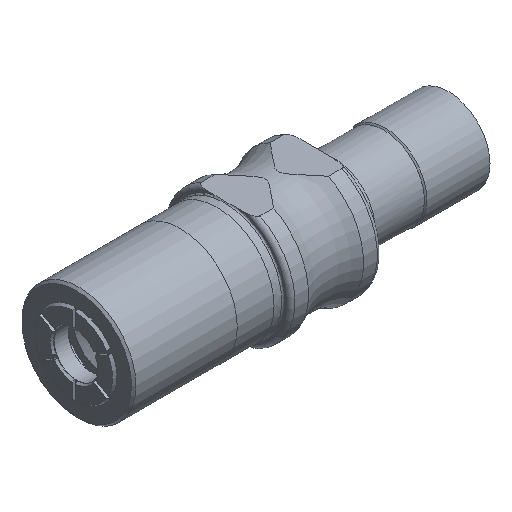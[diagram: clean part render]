
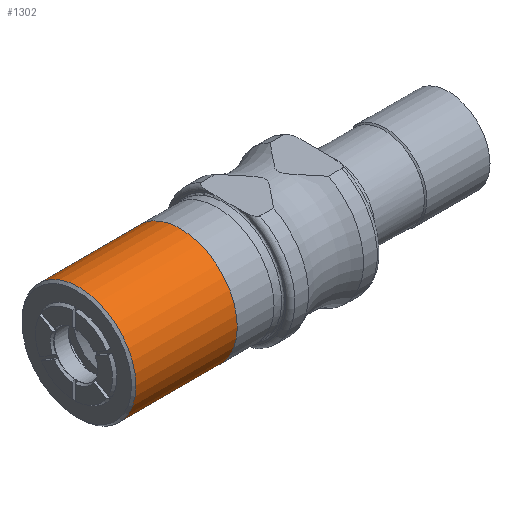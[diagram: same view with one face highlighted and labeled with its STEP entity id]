
A CAD part, isometric view. The second image highlights one B-rep face of the part: STEP entity #1302.
In plain terms, the highlighted cylindrical face has radius 19.685 mm (diameter 39.37 mm), a full revolution.
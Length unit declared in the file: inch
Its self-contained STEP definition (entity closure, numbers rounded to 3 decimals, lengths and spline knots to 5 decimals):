
#289=FACE_BOUND('',#474,.T.);
#310=CYLINDRICAL_SURFACE('',#1451,0.775);
#377=FACE_OUTER_BOUND('',#473,.T.);
#473=EDGE_LOOP('',(#1138));
#474=EDGE_LOOP('',(#1139));
#551=CIRCLE('',#1452,0.775);
#552=CIRCLE('',#1453,0.775);
#669=VERTEX_POINT('',#2442);
#670=VERTEX_POINT('',#2444);
#833=EDGE_CURVE('',#669,#669,#551,.T.);
#834=EDGE_CURVE('',#670,#670,#552,.T.);
#1138=ORIENTED_EDGE('',*,*,#833,.F.);
#1139=ORIENTED_EDGE('',*,*,#834,.F.);
#1302=ADVANCED_FACE('',(#377,#289),#310,.T.);
#1451=AXIS2_PLACEMENT_3D('',#2441,#1787,#1788);
#1452=AXIS2_PLACEMENT_3D('',#2443,#1789,#1790);
#1453=AXIS2_PLACEMENT_3D('',#2445,#1791,#1792);
#1787=DIRECTION('center_axis',(1.,0.,0.));
#1788=DIRECTION('ref_axis',(0.,1.,0.));
#1789=DIRECTION('center_axis',(-1.,0.,0.));
#1790=DIRECTION('ref_axis',(0.,-1.,0.));
#1791=DIRECTION('center_axis',(1.,0.,0.));
#1792=DIRECTION('ref_axis',(0.,1.,0.));
#2441=CARTESIAN_POINT('Origin',(-0.06302,0.,
0.));
#2442=CARTESIAN_POINT('',(-1.05052,0.775,0.));
#2443=CARTESIAN_POINT('Origin',(-1.05052,0.,
0.));
#2444=CARTESIAN_POINT('',(0.32948,-0.775,0.));
#2445=CARTESIAN_POINT('Origin',(0.32948,0.,
0.));
